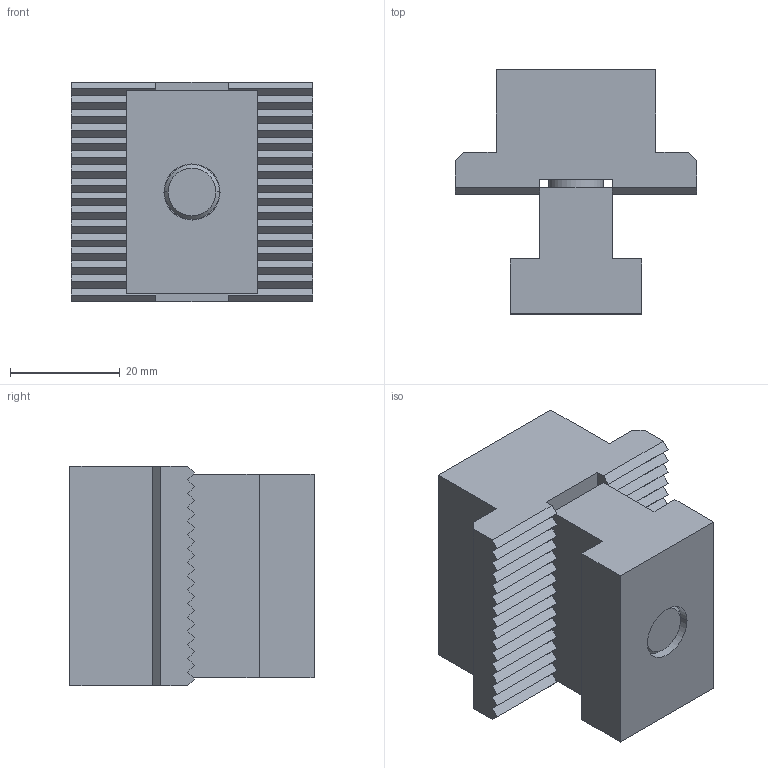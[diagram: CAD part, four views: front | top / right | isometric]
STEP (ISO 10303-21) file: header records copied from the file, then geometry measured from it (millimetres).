
FILE_DESCRIPTION(('STEP AP214'),'1');
FILE_NAME('HALDERV_EH_1586_071.stp','2017-09-06T07:06:54',('TraceParts'),('TraceParts S.A.'),'Spatial InterOp 3D',' ',' ');
FILE_SCHEMA(('automotive_design'));
Length unit declared in the file: millimetre
Products named in the file (3): HALDERV_EH_1586_071_1; HALDERV_EH_1586_071_2; HALDERV_EH_1586_071_3
Bounding box: 44 x 44.4 x 40 mm (x, y, z)
Volume: 43236.9 mm3; surface area: 14875.6 mm2
Topology: 3 solids, 3 shells, 113 faces, 311 edges, 207 vertices
Faces by surface type: plane 99, cylinder 10, torus 2, cone 2
Entity records: 4504 total; most frequent: CARTESIAN_POINT 634, ORIENTED_EDGE 622, DIRECTION 572, EDGE_CURVE 311, LINE 282, VECTOR 282, VERTEX_POINT 207, AXIS2_PLACEMENT_3D 145
